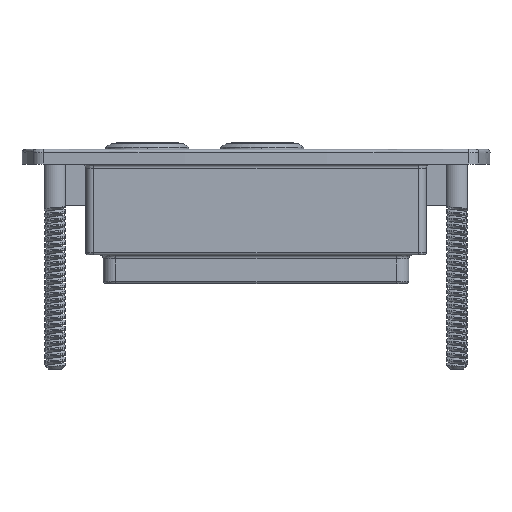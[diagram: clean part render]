
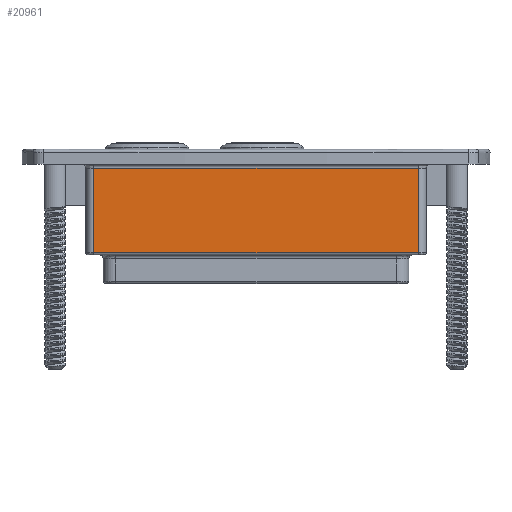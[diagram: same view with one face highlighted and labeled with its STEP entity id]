
A CAD part, front view. The second image highlights one B-rep face of the part: STEP entity #20961.
In plain terms, the highlighted planar face has unit normal (0, -1, 0).
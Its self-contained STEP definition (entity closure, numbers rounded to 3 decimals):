
#2461 = EDGE_CURVE ( 'NONE', #23763, #6977, #13359, .T. ) ;
#2739 = EDGE_CURVE ( 'NONE', #6977, #3710, #21864, .T. ) ;
#3710 = VERTEX_POINT ( 'NONE', #28164 ) ;
#4283 = LINE ( 'NONE', #26651, #13604 ) ;
#4559 = CARTESIAN_POINT ( 'NONE',  ( -40.379, -13.027, 13.1 ) ) ;
#4615 = CARTESIAN_POINT ( 'NONE',  ( -40.379, -13.027, -5. ) ) ;
#5187 = ORIENTED_EDGE ( 'NONE', *, *, #2461, .F. ) ;
#5670 = CARTESIAN_POINT ( 'NONE',  ( -40.379, -13.027, -7.5 ) ) ;
#6116 = EDGE_CURVE ( 'NONE', #25146, #23763, #4283, .T. ) ;
#6861 = DIRECTION ( 'NONE',  ( 1., 0., 0. ) ) ;
#6977 = VERTEX_POINT ( 'NONE', #8266 ) ;
#8165 = DIRECTION ( 'NONE',  ( -1., 0., 0. ) ) ;
#8266 = CARTESIAN_POINT ( 'NONE',  ( 38.621, -13.027, -7.5 ) ) ;
#8482 = VECTOR ( 'NONE', #19465, 1000. ) ;
#8760 = ORIENTED_EDGE ( 'NONE', *, *, #17036, .F. ) ;
#10365 = PLANE ( 'NONE',  #25383 ) ;
#10618 = EDGE_LOOP ( 'NONE', ( #28807, #8760, #22211, #5187 ) ) ;
#11782 = VECTOR ( 'NONE', #27970, 1000. ) ;
#13359 = LINE ( 'NONE', #25264, #11782 ) ;
#13604 = VECTOR ( 'NONE', #6861, 1000. ) ;
#15338 = DIRECTION ( 'NONE',  ( 0., 0., -1. ) ) ;
#16835 = VECTOR ( 'NONE', #8165, 1000. ) ;
#17036 = EDGE_CURVE ( 'NONE', #3710, #25146, #31721, .T. ) ;
#19465 = DIRECTION ( 'NONE',  ( 0., 0., 1. ) ) ;
#20961 = ADVANCED_FACE ( 'NONE', ( #24845 ), #10365, .F. ) ;
#21418 = CARTESIAN_POINT ( 'NONE',  ( 38.621, -13.027, 13.1 ) ) ;
#21864 = LINE ( 'NONE', #5670, #16835 ) ;
#22211 = ORIENTED_EDGE ( 'NONE', *, *, #2739, .F. ) ;
#23763 = VERTEX_POINT ( 'NONE', #21418 ) ;
#24845 = FACE_OUTER_BOUND ( 'NONE', #10618, .T. ) ;
#25146 = VERTEX_POINT ( 'NONE', #4559 ) ;
#25264 = CARTESIAN_POINT ( 'NONE',  ( 38.621, -13.027, -5. ) ) ;
#25383 = AXIS2_PLACEMENT_3D ( 'NONE', #27648, #30160, #15338 ) ;
#26651 = CARTESIAN_POINT ( 'NONE',  ( 38.621, -13.027, 13.1 ) ) ;
#27648 = CARTESIAN_POINT ( 'NONE',  ( 38.621, -13.027, -5. ) ) ;
#27970 = DIRECTION ( 'NONE',  ( 0., 0., -1. ) ) ;
#28164 = CARTESIAN_POINT ( 'NONE',  ( -40.379, -13.027, -7.5 ) ) ;
#28807 = ORIENTED_EDGE ( 'NONE', *, *, #6116, .F. ) ;
#30160 = DIRECTION ( 'NONE',  ( 0., 1., 0. ) ) ;
#31721 = LINE ( 'NONE', #4615, #8482 ) ;
